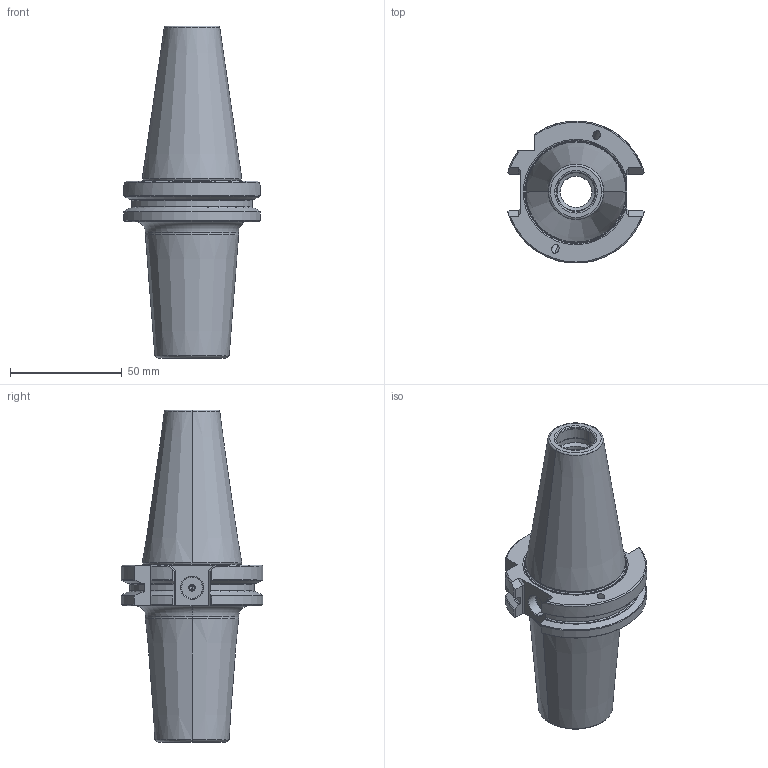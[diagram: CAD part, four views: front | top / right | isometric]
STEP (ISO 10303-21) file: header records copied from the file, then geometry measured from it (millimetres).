
FILE_DESCRIPTION(('no description'),'unknown implementation level');
FILE_NAME('6681B347-0E9B-4EC8-A4DC-E5EF2ECE443C_export.stp',' ',('CIMSOURCE GmbH'),('CADClick - KiM GmbH - www.kimweb.de'),'unknown preprocess','ACIS','unknown authorization');
FILE_SCHEMA(('automotive_design'));
Length unit declared in the file: millimetre
Products named in the file (1): NONE
Bounding box: 60.95 x 63.34 x 148.25 mm (x, y, z)
Volume: 151359 mm3; surface area: 31681.9 mm2
Topology: 1 solids, 1 shells, 209 faces, 535 edges, 332 vertices
Faces by surface type: cylinder 65, plane 62, cone 52, torus 30
Entity records: 12626 total; most frequent: CARTESIAN_POINT 1674, STYLED_ITEM 1075, PRESENTATION_STYLE_ASSIGNMENT 1075, COLOUR_RGB 1075, ORIENTED_EDGE 1066, DIRECTION 1034, EDGE_CURVE 533, CURVE_STYLE 533
